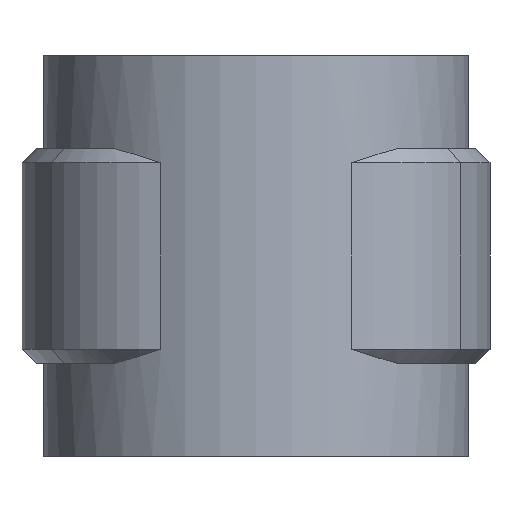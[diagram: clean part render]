
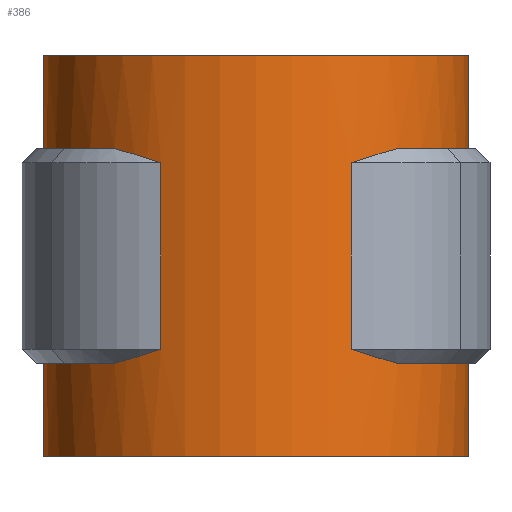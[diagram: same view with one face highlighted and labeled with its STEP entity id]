
A CAD part, front view. The second image highlights one B-rep face of the part: STEP entity #386.
In plain terms, the highlighted cylindrical face has radius 14.845 mm (diameter 29.69 mm), a partial arc.
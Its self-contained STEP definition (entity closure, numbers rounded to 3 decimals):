
#386 = ADVANCED_FACE( '', ( #657 ), #658, .T. );
#657 = FACE_OUTER_BOUND( '', #1299, .T. );
#658 = CYLINDRICAL_SURFACE( '', #1300, 14.845 );
#1299 = EDGE_LOOP( '', ( #3013, #3014, #3015, #3016, #3017, #3018, #3019, #3020, #3021, #3022, #3023, #3024, #3025, #3026, #3027, #3028 ) );
#1300 = AXIS2_PLACEMENT_3D( '', #3029, #3030, #3031 );
#3013 = ORIENTED_EDGE( '', *, *, #4389, .F. );
#3014 = ORIENTED_EDGE( '', *, *, #4390, .T. );
#3015 = ORIENTED_EDGE( '', *, *, #4391, .T. );
#3016 = ORIENTED_EDGE( '', *, *, #4392, .T. );
#3017 = ORIENTED_EDGE( '', *, *, #4393, .T. );
#3018 = ORIENTED_EDGE( '', *, *, #4394, .T. );
#3019 = ORIENTED_EDGE( '', *, *, #4395, .T. );
#3020 = ORIENTED_EDGE( '', *, *, #4293, .F. );
#3021 = ORIENTED_EDGE( '', *, *, #4396, .T. );
#3022 = ORIENTED_EDGE( '', *, *, #4385, .T. );
#3023 = ORIENTED_EDGE( '', *, *, #4397, .T. );
#3024 = ORIENTED_EDGE( '', *, *, #4398, .T. );
#3025 = ORIENTED_EDGE( '', *, *, #4399, .F. );
#3026 = ORIENTED_EDGE( '', *, *, #4296, .F. );
#3027 = ORIENTED_EDGE( '', *, *, #4400, .F. );
#3028 = ORIENTED_EDGE( '', *, *, #4401, .T. );
#3029 = CARTESIAN_POINT( '', ( 0., 0., -26.5 ) );
#3030 = DIRECTION( '', ( 0., 0., -1. ) );
#3031 = DIRECTION( '', ( 0., -1., 0. ) );
#4293 = EDGE_CURVE( '', #4893, #4895, #4896, .T. );
#4296 = EDGE_CURVE( '', #4898, #4885, #4900, .T. );
#4385 = EDGE_CURVE( '', #5057, #5055, #5058, .T. );
#4389 = EDGE_CURVE( '', #5062, #5063, #5064, .T. );
#4390 = EDGE_CURVE( '', #5062, #5065, #5066, .T. );
#4391 = EDGE_CURVE( '', #5065, #5067, #5068, .T. );
#4392 = EDGE_CURVE( '', #5067, #5069, #5070, .T. );
#4393 = EDGE_CURVE( '', #5069, #5071, #5072, .T. );
#4394 = EDGE_CURVE( '', #5071, #5073, #5074, .T. );
#4395 = EDGE_CURVE( '', #5073, #4895, #5075, .T. );
#4396 = EDGE_CURVE( '', #4893, #5057, #5076, .T. );
#4397 = EDGE_CURVE( '', #5055, #5077, #5078, .F. );
#4398 = EDGE_CURVE( '', #5077, #5079, #5080, .T. );
#4399 = EDGE_CURVE( '', #4885, #5079, #5081, .T. );
#4400 = EDGE_CURVE( '', #5082, #4898, #5083, .T. );
#4401 = EDGE_CURVE( '', #5082, #5063, #5084, .T. );
#4885 = VERTEX_POINT( '', #6439 );
#4893 = VERTEX_POINT( '', #6455 );
#4895 = VERTEX_POINT( '', #6458 );
#4896 = LINE( '', #6459, #6460 );
#4898 = VERTEX_POINT( '', #6463 );
#4900 = LINE( '', #6466, #6467 );
#5055 = VERTEX_POINT( '', #7016 );
#5057 = VERTEX_POINT( '', #7018 );
#5058 = B_SPLINE_CURVE_WITH_KNOTS( '', 3, ( #7019, #7020, #7021, #7022 ), .UNSPECIFIED., .F., .F., ( 4, 4 ), ( 0., 0.004 ), .UNSPECIFIED. );
#5062 = VERTEX_POINT( '', #7026 );
#5063 = VERTEX_POINT( '', #7027 );
#5064 = CIRCLE( '', #7028, 14.845 );
#5065 = VERTEX_POINT( '', #7029 );
#5066 = B_SPLINE_CURVE_WITH_KNOTS( '', 3, ( #7030, #7031, #7032, #7033 ), .UNSPECIFIED., .F., .F., ( 4, 4 ), ( 0., 0.004 ), .UNSPECIFIED. );
#5067 = VERTEX_POINT( '', #7034 );
#5068 = LINE( '', #7035, #7036 );
#5069 = VERTEX_POINT( '', #7037 );
#5070 = B_SPLINE_CURVE_WITH_KNOTS( '', 3, ( #7038, #7039, #7040, #7041 ), .UNSPECIFIED., .F., .F., ( 4, 4 ), ( 0., 0.004 ), .UNSPECIFIED. );
#5071 = VERTEX_POINT( '', #7042 );
#5072 = CIRCLE( '', #7043, 14.845 );
#5073 = VERTEX_POINT( '', #7044 );
#5074 = LINE( '', #7045, #7046 );
#5075 = CIRCLE( '', #7047, 14.845 );
#5076 = CIRCLE( '', #7048, 14.845 );
#5077 = VERTEX_POINT( '', #7049 );
#5078 = LINE( '', #7050, #7051 );
#5079 = VERTEX_POINT( '', #7052 );
#5080 = B_SPLINE_CURVE_WITH_KNOTS( '', 3, ( #7053, #7054, #7055, #7056 ), .UNSPECIFIED., .F., .F., ( 4, 4 ), ( 0., 0.004 ), .UNSPECIFIED. );
#5081 = CIRCLE( '', #7057, 14.845 );
#5082 = VERTEX_POINT( '', #7058 );
#5083 = CIRCLE( '', #7059, 14.845 );
#5084 = LINE( '', #7060, #7061 );
#6439 = CARTESIAN_POINT( '', ( -6.1, 13.534, -20. ) );
#6455 = CARTESIAN_POINT( '', ( -6.1, 13.534, -5. ) );
#6458 = CARTESIAN_POINT( '', ( -6.1, 13.534, 1.5 ) );
#6459 = CARTESIAN_POINT( '', ( -6.1, 13.534, -26.5 ) );
#6460 = VECTOR( '', #8157, 1000. );
#6463 = CARTESIAN_POINT( '', ( -6.1, 13.534, -26.5 ) );
#6466 = CARTESIAN_POINT( '', ( -6.1, 13.534, -26.5 ) );
#6467 = VECTOR( '', #8160, 1000. );
#7016 = CARTESIAN_POINT( '', ( -6.647, -13.274, -6. ) );
#7018 = CARTESIAN_POINT( '', ( -9.889, -11.071, -5. ) );
#7019 = CARTESIAN_POINT( '', ( -9.889, -11.071, -5. ) );
#7020 = CARTESIAN_POINT( '', ( -8.892, -11.962, -5.261 ) );
#7021 = CARTESIAN_POINT( '', ( -7.811, -12.691, -5.603 ) );
#7022 = CARTESIAN_POINT( '', ( -6.647, -13.274, -6. ) );
#7026 = CARTESIAN_POINT( '', ( 9.889, -11.071, -20. ) );
#7027 = CARTESIAN_POINT( '', ( 6.1, 13.534, -20. ) );
#7028 = AXIS2_PLACEMENT_3D( '', #8278, #8279, #8280 );
#7029 = CARTESIAN_POINT( '', ( 6.647, -13.274, -19. ) );
#7030 = CARTESIAN_POINT( '', ( 9.889, -11.071, -20. ) );
#7031 = CARTESIAN_POINT( '', ( 8.892, -11.962, -19.739 ) );
#7032 = CARTESIAN_POINT( '', ( 7.811, -12.691, -19.397 ) );
#7033 = CARTESIAN_POINT( '', ( 6.647, -13.274, -19. ) );
#7034 = CARTESIAN_POINT( '', ( 6.647, -13.274, -6. ) );
#7035 = CARTESIAN_POINT( '', ( 6.647, -13.274, -12.5 ) );
#7036 = VECTOR( '', #8281, 1000. );
#7037 = CARTESIAN_POINT( '', ( 9.889, -11.071, -5. ) );
#7038 = CARTESIAN_POINT( '', ( 6.647, -13.274, -6. ) );
#7039 = CARTESIAN_POINT( '', ( 7.811, -12.691, -5.603 ) );
#7040 = CARTESIAN_POINT( '', ( 8.892, -11.962, -5.261 ) );
#7041 = CARTESIAN_POINT( '', ( 9.889, -11.071, -5. ) );
#7042 = CARTESIAN_POINT( '', ( 6.1, 13.534, -5. ) );
#7043 = AXIS2_PLACEMENT_3D( '', #8282, #8283, #8284 );
#7044 = CARTESIAN_POINT( '', ( 6.1, 13.534, 1.5 ) );
#7045 = CARTESIAN_POINT( '', ( 6.1, 13.534, -26.5 ) );
#7046 = VECTOR( '', #8285, 1000. );
#7047 = AXIS2_PLACEMENT_3D( '', #8286, #8287, #8288 );
#7048 = AXIS2_PLACEMENT_3D( '', #8289, #8290, #8291 );
#7049 = CARTESIAN_POINT( '', ( -6.647, -13.274, -19. ) );
#7050 = CARTESIAN_POINT( '', ( -6.647, -13.274, -12.5 ) );
#7051 = VECTOR( '', #8292, 1000. );
#7052 = CARTESIAN_POINT( '', ( -9.889, -11.071, -20. ) );
#7053 = CARTESIAN_POINT( '', ( -6.647, -13.274, -19. ) );
#7054 = CARTESIAN_POINT( '', ( -7.811, -12.691, -19.397 ) );
#7055 = CARTESIAN_POINT( '', ( -8.892, -11.962, -19.739 ) );
#7056 = CARTESIAN_POINT( '', ( -9.889, -11.071, -20. ) );
#7057 = AXIS2_PLACEMENT_3D( '', #8293, #8294, #8295 );
#7058 = CARTESIAN_POINT( '', ( 6.1, 13.534, -26.5 ) );
#7059 = AXIS2_PLACEMENT_3D( '', #8296, #8297, #8298 );
#7060 = CARTESIAN_POINT( '', ( 6.1, 13.534, -26.5 ) );
#7061 = VECTOR( '', #8299, 1000. );
#8157 = DIRECTION( '', ( 0., 0., 1. ) );
#8160 = DIRECTION( '', ( 0., 0., 1. ) );
#8278 = CARTESIAN_POINT( '', ( 0., 0., -20. ) );
#8279 = DIRECTION( '', ( 0., 0., 1. ) );
#8280 = DIRECTION( '', ( 1., 0., 0. ) );
#8281 = DIRECTION( '', ( 0., 0., 1. ) );
#8282 = CARTESIAN_POINT( '', ( 0., 0., -5. ) );
#8283 = DIRECTION( '', ( 0., 0., 1. ) );
#8284 = DIRECTION( '', ( 1., 0., 0. ) );
#8285 = DIRECTION( '', ( 0., 0., 1. ) );
#8286 = CARTESIAN_POINT( '', ( 0., 0., 1.5 ) );
#8287 = DIRECTION( '', ( 0., 0., -1. ) );
#8288 = DIRECTION( '', ( 1., 0., 0. ) );
#8289 = CARTESIAN_POINT( '', ( 0., 0., -5. ) );
#8290 = DIRECTION( '', ( 0., 0., 1. ) );
#8291 = DIRECTION( '', ( 1., 0., 0. ) );
#8292 = DIRECTION( '', ( 0., 0., 1. ) );
#8293 = CARTESIAN_POINT( '', ( 0., 0., -20. ) );
#8294 = DIRECTION( '', ( 0., 0., 1. ) );
#8295 = DIRECTION( '', ( 1., 0., 0. ) );
#8296 = CARTESIAN_POINT( '', ( 0., 0., -26.5 ) );
#8297 = DIRECTION( '', ( 0., 0., -1. ) );
#8298 = DIRECTION( '', ( 1., 0., 0. ) );
#8299 = DIRECTION( '', ( 0., 0., 1. ) );
